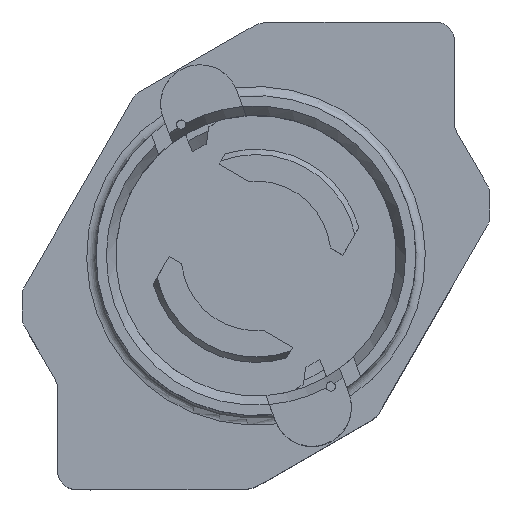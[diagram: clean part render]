
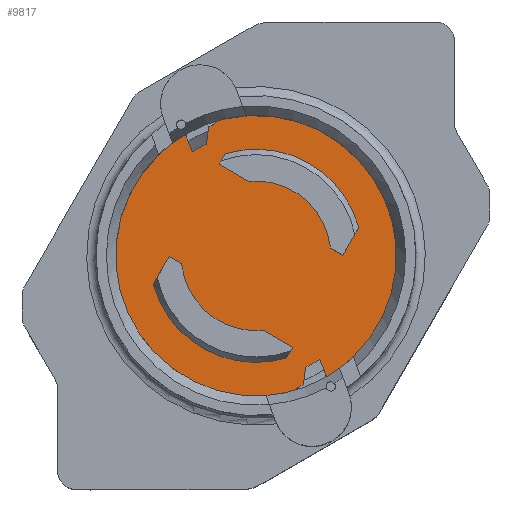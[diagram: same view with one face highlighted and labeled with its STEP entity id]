
A CAD part, top view. The second image highlights one B-rep face of the part: STEP entity #9817.
In plain terms, the highlighted planar face has unit normal (0, 0, 1).
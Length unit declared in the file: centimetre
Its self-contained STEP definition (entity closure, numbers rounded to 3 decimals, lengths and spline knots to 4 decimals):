
#159=CIRCLE($,#10308,0.57);
#160=CIRCLE($,#10309,0.4);
#161=CIRCLE($,#10310,0.4);
#162=CIRCLE($,#10311,0.57);
#163=CIRCLE($,#10312,0.135);
#164=CIRCLE($,#10313,0.75);
#165=CIRCLE($,#10314,0.135);
#166=CIRCLE($,#10315,0.75);
#167=CIRCLE($,#10316,0.13);
#168=CIRCLE($,#10317,0.13);
#615=FACE_BOUND($,#1489,.T.);
#616=FACE_BOUND($,#1490,.T.);
#617=FACE_BOUND($,#1491,.T.);
#618=FACE_BOUND($,#1492,.T.);
#619=FACE_BOUND($,#1493,.T.);
#1489=EDGE_LOOP($,(#7806,#7807,#7808,#7809,#7810,#7811));
#1490=EDGE_LOOP($,(#7812,#7813,#7814,#7815,#7816,#7817));
#1491=EDGE_LOOP($,(#7818,#7819,#7820,#7821,#7822,#7823,#7824,#7825,#7826,
#7827));
#1492=EDGE_LOOP($,(#7828));
#1493=EDGE_LOOP($,(#7829));
#2418=LINE($,#15750,#3462);
#2419=LINE($,#15752,#3463);
#2420=LINE($,#15756,#3464);
#2421=LINE($,#15758,#3465);
#2422=LINE($,#15764,#3466);
#2423=LINE($,#15766,#3467);
#2424=LINE($,#15770,#3468);
#2425=LINE($,#15771,#3469);
#2426=LINE($,#15774,#3470);
#2427=LINE($,#15778,#3471);
#2428=LINE($,#15780,#3472);
#2429=LINE($,#15784,#3473);
#2430=LINE($,#15788,#3474);
#2431=LINE($,#15790,#3475);
#3462=VECTOR($,#11830,0.1818);
#3463=VECTOR($,#11831,0.0657);
#3464=VECTOR($,#11834,0.1711);
#3465=VECTOR($,#11835,0.0763);
#3466=VECTOR($,#11840,0.1818);
#3467=VECTOR($,#11841,0.0657);
#3468=VECTOR($,#11844,0.1711);
#3469=VECTOR($,#11845,0.0763);
#3470=VECTOR($,#11846,0.0298);
#3471=VECTOR($,#11849,0.1893);
#3472=VECTOR($,#11850,0.0087);
#3473=VECTOR($,#11853,0.0298);
#3474=VECTOR($,#11856,0.1893);
#3475=VECTOR($,#11857,0.0087);
#4425=VERTEX_POINT($,#15748);
#4426=VERTEX_POINT($,#15749);
#4427=VERTEX_POINT($,#15751);
#4428=VERTEX_POINT($,#15753);
#4429=VERTEX_POINT($,#15755);
#4430=VERTEX_POINT($,#15757);
#4431=VERTEX_POINT($,#15760);
#4432=VERTEX_POINT($,#15761);
#4433=VERTEX_POINT($,#15763);
#4434=VERTEX_POINT($,#15765);
#4435=VERTEX_POINT($,#15767);
#4436=VERTEX_POINT($,#15769);
#4437=VERTEX_POINT($,#15772);
#4438=VERTEX_POINT($,#15773);
#4439=VERTEX_POINT($,#15775);
#4440=VERTEX_POINT($,#15777);
#4441=VERTEX_POINT($,#15779);
#4442=VERTEX_POINT($,#15781);
#4443=VERTEX_POINT($,#15783);
#4444=VERTEX_POINT($,#15785);
#4445=VERTEX_POINT($,#15787);
#4446=VERTEX_POINT($,#15789);
#4447=VERTEX_POINT($,#15792);
#4448=VERTEX_POINT($,#15794);
#5633=EDGE_CURVE($,#4425,#4426,#2418,.T.);
#5634=EDGE_CURVE($,#4427,#4425,#2419,.T.);
#5635=EDGE_CURVE($,#4428,#4427,#159,.T.);
#5636=EDGE_CURVE($,#4429,#4428,#2420,.T.);
#5637=EDGE_CURVE($,#4430,#4429,#2421,.T.);
#5638=EDGE_CURVE($,#4426,#4430,#160,.T.);
#5639=EDGE_CURVE($,#4431,#4432,#161,.T.);
#5640=EDGE_CURVE($,#4433,#4431,#2422,.T.);
#5641=EDGE_CURVE($,#4434,#4433,#2423,.T.);
#5642=EDGE_CURVE($,#4435,#4434,#162,.T.);
#5643=EDGE_CURVE($,#4436,#4435,#2424,.T.);
#5644=EDGE_CURVE($,#4432,#4436,#2425,.T.);
#5645=EDGE_CURVE($,#4437,#4438,#2426,.T.);
#5646=EDGE_CURVE($,#4439,#4437,#163,.T.);
#5647=EDGE_CURVE($,#4440,#4439,#2427,.T.);
#5648=EDGE_CURVE($,#4441,#4440,#2428,.T.);
#5649=EDGE_CURVE($,#4442,#4441,#164,.T.);
#5650=EDGE_CURVE($,#4443,#4442,#2429,.T.);
#5651=EDGE_CURVE($,#4444,#4443,#165,.T.);
#5652=EDGE_CURVE($,#4445,#4444,#2430,.T.);
#5653=EDGE_CURVE($,#4446,#4445,#2431,.T.);
#5654=EDGE_CURVE($,#4438,#4446,#166,.T.);
#5655=EDGE_CURVE($,#4447,#4447,#167,.T.);
#5656=EDGE_CURVE($,#4448,#4448,#168,.T.);
#7806=ORIENTED_EDGE($,*,*,#5633,.F.);
#7807=ORIENTED_EDGE($,*,*,#5634,.F.);
#7808=ORIENTED_EDGE($,*,*,#5635,.F.);
#7809=ORIENTED_EDGE($,*,*,#5636,.F.);
#7810=ORIENTED_EDGE($,*,*,#5637,.F.);
#7811=ORIENTED_EDGE($,*,*,#5638,.F.);
#7812=ORIENTED_EDGE($,*,*,#5639,.F.);
#7813=ORIENTED_EDGE($,*,*,#5640,.F.);
#7814=ORIENTED_EDGE($,*,*,#5641,.F.);
#7815=ORIENTED_EDGE($,*,*,#5642,.F.);
#7816=ORIENTED_EDGE($,*,*,#5643,.F.);
#7817=ORIENTED_EDGE($,*,*,#5644,.F.);
#7818=ORIENTED_EDGE($,*,*,#5645,.F.);
#7819=ORIENTED_EDGE($,*,*,#5646,.F.);
#7820=ORIENTED_EDGE($,*,*,#5647,.F.);
#7821=ORIENTED_EDGE($,*,*,#5648,.F.);
#7822=ORIENTED_EDGE($,*,*,#5649,.F.);
#7823=ORIENTED_EDGE($,*,*,#5650,.F.);
#7824=ORIENTED_EDGE($,*,*,#5651,.F.);
#7825=ORIENTED_EDGE($,*,*,#5652,.F.);
#7826=ORIENTED_EDGE($,*,*,#5653,.F.);
#7827=ORIENTED_EDGE($,*,*,#5654,.F.);
#7828=ORIENTED_EDGE($,*,*,#5655,.F.);
#7829=ORIENTED_EDGE($,*,*,#5656,.F.);
#9372=PLANE($,#10307);
#9817=ADVANCED_FACE($,(#615,#616,#617,#618,#619),#9372,.T.);
#10307=AXIS2_PLACEMENT_3D($,#15747,#11828,#11829);
#10308=AXIS2_PLACEMENT_3D($,#15754,#11832,#11833);
#10309=AXIS2_PLACEMENT_3D($,#15759,#11836,#11837);
#10310=AXIS2_PLACEMENT_3D($,#15762,#11838,#11839);
#10311=AXIS2_PLACEMENT_3D($,#15768,#11842,#11843);
#10312=AXIS2_PLACEMENT_3D($,#15776,#11847,#11848);
#10313=AXIS2_PLACEMENT_3D($,#15782,#11851,#11852);
#10314=AXIS2_PLACEMENT_3D($,#15786,#11854,#11855);
#10315=AXIS2_PLACEMENT_3D($,#15791,#11858,#11859);
#10316=AXIS2_PLACEMENT_3D($,#15793,#11860,#11861);
#10317=AXIS2_PLACEMENT_3D($,#15795,#11862,#11863);
#11828=DIRECTION('center_axis',(0.,0.,
1.));
#11829=DIRECTION('ref_axis',(1.,0.,0.));
#11830=DIRECTION($,(0.866,-0.5,0.));
#11831=DIRECTION($,(-0.5,-0.866,0.));
#11832=DIRECTION('center_axis',(0.,0.,
1.));
#11833=DIRECTION('ref_axis',(0.964,0.266,0.));
#11834=DIRECTION($,(0.5,0.866,0.));
#11835=DIRECTION($,(0.866,-0.5,0.));
#11836=DIRECTION('center_axis',(0.,0.,
-1.));
#11837=DIRECTION('ref_axis',(0.911,0.412,0.));
#11838=DIRECTION('center_axis',(0.,0.,
-1.));
#11839=DIRECTION('ref_axis',(-0.911,-0.412,0.));
#11840=DIRECTION($,(-0.866,0.5,0.));
#11841=DIRECTION($,(0.5,0.866,0.));
#11842=DIRECTION('center_axis',(0.,0.,
1.));
#11843=DIRECTION('ref_axis',(0.964,0.266,0.));
#11844=DIRECTION($,(-0.5,-0.866,0.));
#11845=DIRECTION($,(-0.866,0.5,0.));
#11846=DIRECTION($,(-0.347,0.938,0.));
#11847=DIRECTION('center_axis',(0.,0.,
-1.));
#11848=DIRECTION('ref_axis',(-0.461,-0.887,0.));
#11849=DIRECTION($,(0.,-1.,0.));
#11850=DIRECTION($,(0.866,-0.5,0.));
#11851=DIRECTION('center_axis',(0.,0.,
-1.));
#11852=DIRECTION('ref_axis',(-1.,0.,0.));
#11853=DIRECTION($,(0.347,-0.938,0.));
#11854=DIRECTION('center_axis',(0.,0.,
-1.));
#11855=DIRECTION('ref_axis',(0.461,0.887,0.));
#11856=DIRECTION($,(0.,1.,0.));
#11857=DIRECTION($,(-0.866,0.5,0.));
#11858=DIRECTION('center_axis',(0.,0.,
-1.));
#11859=DIRECTION('ref_axis',(-1.,0.,0.));
#11860=DIRECTION('center_axis',(0.,0.,
1.));
#11861=DIRECTION('ref_axis',(-0.361,0.933,0.));
#11862=DIRECTION('center_axis',(0.,0.,
1.));
#11863=DIRECTION('ref_axis',(0.361,-0.933,0.));
#15747=CARTESIAN_POINT('Origin',(0.,0.,
0.65));
#15748=CARTESIAN_POINT('',(-0.1969,0.489,0.65));
#15749=CARTESIAN_POINT('',(-0.0394,0.3981,0.65));
#15750=CARTESIAN_POINT($,(0.0615,0.3398,0.65));
#15751=CARTESIAN_POINT('',(-0.164,0.5459,0.65));
#15752=CARTESIAN_POINT($,(-0.2782,0.3482,0.65));
#15753=CARTESIAN_POINT('',(0.5494,0.1517,0.65));
#15754=CARTESIAN_POINT('Origin',(0.,0.,
0.65));
#15755=CARTESIAN_POINT('',(0.4639,0.0035,0.65));
#15756=CARTESIAN_POINT($,(0.1752,-0.4966,0.65));
#15757=CARTESIAN_POINT('',(0.3978,0.0417,0.65));
#15758=CARTESIAN_POINT($,(0.2907,0.1035,0.65));
#15759=CARTESIAN_POINT('Origin',(0.,0.,
0.65));
#15760=CARTESIAN_POINT('',(0.0394,-0.3981,0.65));
#15761=CARTESIAN_POINT('',(-0.3978,-0.0417,0.65));
#15762=CARTESIAN_POINT('Origin',(0.,0.,
0.65));
#15763=CARTESIAN_POINT('',(0.1969,-0.489,0.65));
#15764=CARTESIAN_POINT($,(-0.0615,-0.3398,0.65));
#15765=CARTESIAN_POINT('',(0.164,-0.5459,0.65));
#15766=CARTESIAN_POINT($,(0.2782,-0.3482,0.65));
#15767=CARTESIAN_POINT('',(-0.5494,-0.1517,0.65));
#15768=CARTESIAN_POINT('Origin',(0.,0.,
0.65));
#15769=CARTESIAN_POINT('',(-0.4639,-0.0035,0.65));
#15770=CARTESIAN_POINT($,(-0.1752,0.4966,0.65));
#15771=CARTESIAN_POINT($,(-0.2907,-0.1035,0.65));
#15772=CARTESIAN_POINT('',(0.1747,-0.7597,0.65));
#15773=CARTESIAN_POINT('',(0.1644,-0.7318,0.65));
#15774=CARTESIAN_POINT($,(0.0405,-0.3972,0.65));
#15775=CARTESIAN_POINT('',(0.435,-0.81,0.65));
#15776=CARTESIAN_POINT('Origin',(0.3,-0.81,0.65));
#15777=CARTESIAN_POINT('',(0.435,-0.6207,0.65));
#15778=CARTESIAN_POINT($,(0.435,-0.3103,0.65));
#15779=CARTESIAN_POINT('',(0.4274,-0.6163,0.65));
#15780=CARTESIAN_POINT($,(0.1337,-0.4467,0.65));
#15781=CARTESIAN_POINT('',(-0.1644,0.7318,0.65));
#15782=CARTESIAN_POINT('Origin',(0.,0.,
0.65));
#15783=CARTESIAN_POINT('',(-0.1747,0.7597,0.65));
#15784=CARTESIAN_POINT($,(-0.0405,0.3972,0.65));
#15785=CARTESIAN_POINT('',(-0.435,0.81,0.65));
#15786=CARTESIAN_POINT('Origin',(-0.3,0.81,0.65));
#15787=CARTESIAN_POINT('',(-0.435,0.6207,0.65));
#15788=CARTESIAN_POINT($,(-0.435,0.3103,0.65));
#15789=CARTESIAN_POINT('',(-0.4274,0.6163,0.65));
#15790=CARTESIAN_POINT($,(-0.1337,0.4467,0.65));
#15791=CARTESIAN_POINT('Origin',(0.,0.,
0.65));
#15792=CARTESIAN_POINT('',(-0.2531,0.6888,0.65));
#15793=CARTESIAN_POINT('Origin',(-0.3,0.81,0.65));
#15794=CARTESIAN_POINT('',(0.2531,-0.6888,0.65));
#15795=CARTESIAN_POINT('Origin',(0.3,-0.81,0.65));
